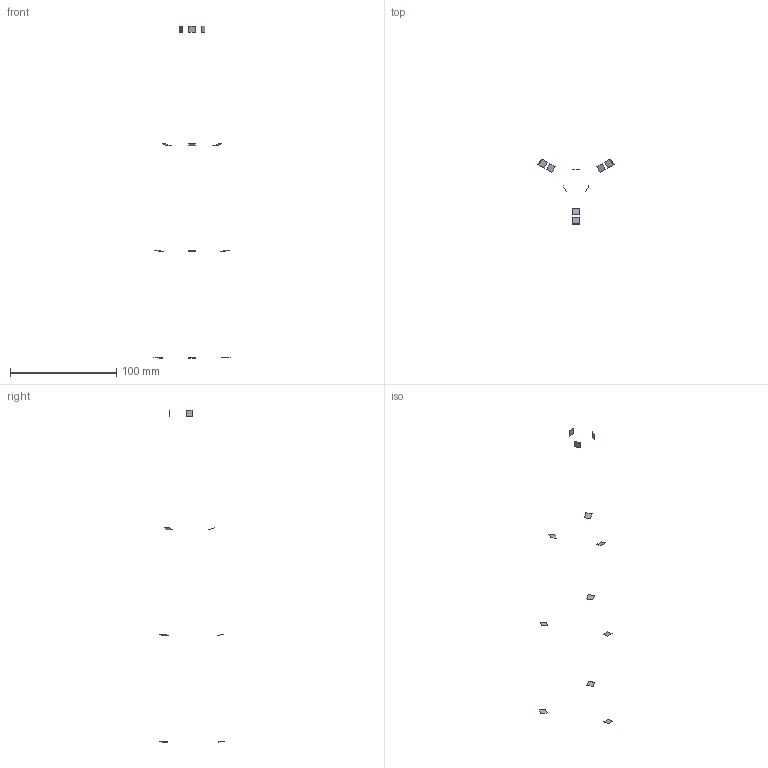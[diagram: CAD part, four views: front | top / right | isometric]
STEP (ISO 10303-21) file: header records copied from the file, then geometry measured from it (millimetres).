
FILE_DESCRIPTION(/* description */ ('STEP AP242','CAx-IF Rec.Pracs.---Representation and Presentation of Product Manufacturing Information (PMI)---4.0---2014-10-13','CAx-IF Rec.Pracs.---3D Tessellated Geometry---0.4---2014-09-14','2;1'),/* implementation_level */ '2;1');
FILE_NAME(/* name */ '688a55bdaacd4a3391c8fa0d',/* time_stamp */ '2025-07-30T17:26:22Z',/* author */ (''),/* organization */ (''),/* preprocessor_version */ 'ST-DEVELOPER v20',/* originating_system */ 'ONSHAPE BY PTC INC, 1.201',/* authorisation */ ' ');
FILE_SCHEMA (('AP242_MANAGED_MODEL_BASED_3D_ENGINEERING_MIM_LF { 1 0 10303 442 1 1 4 }'));
Length unit declared in the file: metre
Products named in the file (13): Assembly 1; rod3_sensor2_sipm; rod1_sensor3_sipm; rod1_sensor0_sipm; rod2_sensor1_sipm; rod1_sensor6_sipm; rod3_sensor3_sipm; TriggerSiPM_2_sipm; rod3_sensor5_sipm; TriggerSiPM_3_sipm; TriggerSiPM_1_sipm; rod2_sensor4_sipm; rod2_sensor2_sipm
Assembly tree (12 placements, depth 2):
  Assembly 1
    rod3_sensor2_sipm
    rod1_sensor3_sipm
    rod1_sensor0_sipm
    rod2_sensor1_sipm
    rod1_sensor6_sipm
    rod3_sensor3_sipm
    TriggerSiPM_2_sipm
    rod3_sensor5_sipm
    TriggerSiPM_3_sipm
    TriggerSiPM_1_sipm
    rod2_sensor4_sipm
    rod2_sensor2_sipm
Bounding box: 71.51 x 61.93 x 311.86 mm (x, y, z)
Volume: 10.4 mm3; surface area: 871.1 mm2
Topology: 12 solids, 12 shells, 72 faces, 144 edges, 96 vertices
Faces by surface type: plane 72
Entity records: 2155 total; most frequent: CARTESIAN_POINT 325, DIRECTION 314, ORIENTED_EDGE 288, EDGE_CURVE 144, LINE 144, VECTOR 144, VERTEX_POINT 96, AXIS2_PLACEMENT_3D 85
